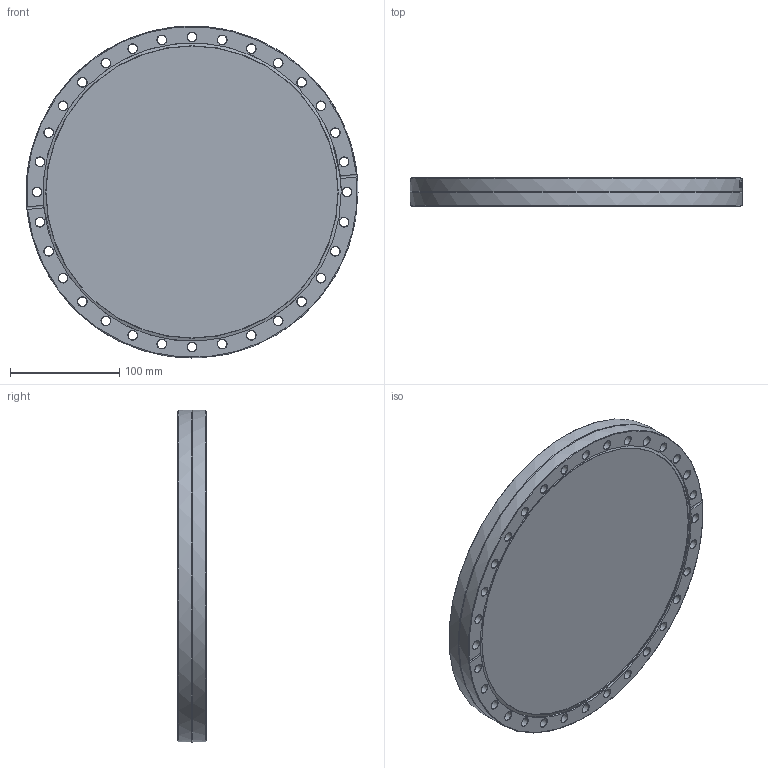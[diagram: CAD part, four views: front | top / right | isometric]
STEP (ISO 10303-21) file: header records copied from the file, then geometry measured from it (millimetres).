
FILE_DESCRIPTION(/* description */ (''),/* implementation_level */ '2;1');
FILE_NAME(/* name */ 'FL-DS250B.stp',/* time_stamp */ '2018-03-09T11:04:08+00:00',/* author */ ('paul'),/* organization */ (''),/* preprocessor_version */ 'ST-DEVELOPER v17',/* originating_system */ 'Autodesk Inventor 2018',/* authorisation */ '');
FILE_SCHEMA (('AUTOMOTIVE_DESIGN { 1 0 10303 214 3 1 1 }'));
Length unit declared in the file: millimetre
Products named in the file (1): FL-DS250B
Bounding box: 304 x 25.9 x 304 mm (x, y, z)
Volume: 1696575 mm3; surface area: 191312.2 mm2
Topology: 1 solids, 1 shells, 210 faces, 574 edges, 374 vertices
Faces by surface type: cone 72, bspline 53, cylinder 48, plane 36, torus 1
Full cylindrical faces by diameter (mm): 8.4 x32, 273.1 x2, 304 x2
Entity records: 19597 total; most frequent: CARTESIAN_POINT 14368, ORIENTED_EDGE 1148, DIRECTION 952, EDGE_CURVE 574, VERTEX_POINT 374, AXIS2_PLACEMENT_3D 372, EDGE_LOOP 282, CIRCLE 214
